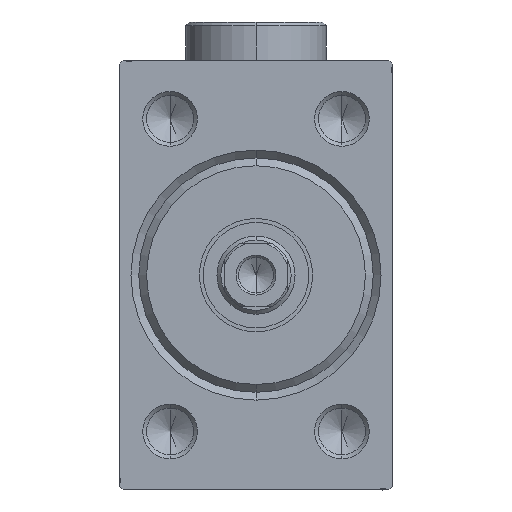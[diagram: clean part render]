
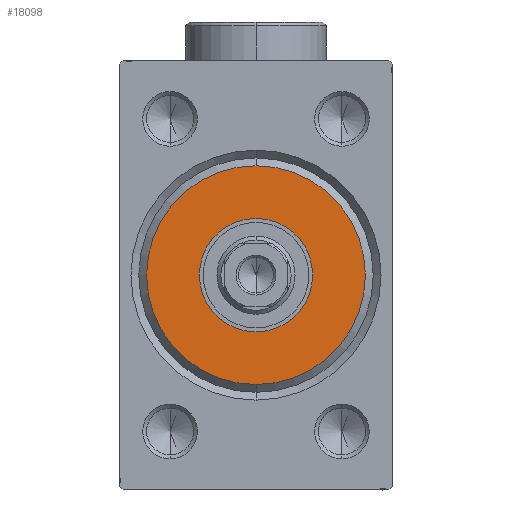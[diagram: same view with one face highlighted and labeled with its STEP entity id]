
A CAD part, left-side view. The second image highlights one B-rep face of the part: STEP entity #18098.
In plain terms, the highlighted face is planar.
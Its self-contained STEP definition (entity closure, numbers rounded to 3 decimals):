
#1525 = CIRCLE ( 'NONE', #25777, 7.25 ) ;
#1887 = CARTESIAN_POINT ( 'NONE',  ( 3., 0., 0. ) ) ;
#2357 = CARTESIAN_POINT ( 'NONE',  ( 3., 0., 0. ) ) ;
#3325 = EDGE_CURVE ( 'NONE', #20383, #7590, #1525, .T. ) ;
#4443 = CARTESIAN_POINT ( 'NONE',  ( 3., 0., -7.25 ) ) ;
#4526 = CIRCLE ( 'NONE', #28761, 14. ) ;
#4598 = EDGE_LOOP ( 'NONE', ( #45023, #43748 ) ) ;
#6050 = CARTESIAN_POINT ( 'NONE',  ( 3., 0., 0. ) ) ;
#6534 = DIRECTION ( 'NONE',  ( 0., 0., -1. ) ) ;
#6635 = EDGE_CURVE ( 'NONE', #11840, #9323, #14729, .T. ) ;
#7590 = VERTEX_POINT ( 'NONE', #4443 ) ;
#9276 = DIRECTION ( 'NONE',  ( 1., 0., 0. ) ) ;
#9323 = VERTEX_POINT ( 'NONE', #25256 ) ;
#10141 = EDGE_CURVE ( 'NONE', #9323, #11840, #4526, .T. ) ;
#11196 = EDGE_LOOP ( 'NONE', ( #13033, #34448 ) ) ;
#11840 = VERTEX_POINT ( 'NONE', #35323 ) ;
#12696 = AXIS2_PLACEMENT_3D ( 'NONE', #2357, #16394, #30202 ) ;
#13033 = ORIENTED_EDGE ( 'NONE', *, *, #10141, .T. ) ;
#13173 = EDGE_CURVE ( 'NONE', #7590, #20383, #20765, .T. ) ;
#14729 = CIRCLE ( 'NONE', #29455, 14. ) ;
#16394 = DIRECTION ( 'NONE',  ( 1., 0., 0. ) ) ;
#18098 = ADVANCED_FACE ( 'NONE', ( #26768, #40790 ), #37568, .T. ) ;
#18913 = DIRECTION ( 'NONE',  ( 1., 0., 0. ) ) ;
#19365 = DIRECTION ( 'NONE',  ( 0., 0., -1. ) ) ;
#19814 = DIRECTION ( 'NONE',  ( 1., 0., 0. ) ) ;
#20383 = VERTEX_POINT ( 'NONE', #30140 ) ;
#20765 = CIRCLE ( 'NONE', #12696, 7.25 ) ;
#22587 = CARTESIAN_POINT ( 'NONE',  ( 3., 0., 0. ) ) ;
#25256 = CARTESIAN_POINT ( 'NONE',  ( 3., 0., 14. ) ) ;
#25777 = AXIS2_PLACEMENT_3D ( 'NONE', #1887, #18913, #26740 ) ;
#26740 = DIRECTION ( 'NONE',  ( 0., 0., -1. ) ) ;
#26768 = FACE_OUTER_BOUND ( 'NONE', #11196, .T. ) ;
#27923 = CARTESIAN_POINT ( 'NONE',  ( 3., 0., 0. ) ) ;
#28761 = AXIS2_PLACEMENT_3D ( 'NONE', #22587, #19814, #19365 ) ;
#29455 = AXIS2_PLACEMENT_3D ( 'NONE', #27923, #45409, #6534 ) ;
#30140 = CARTESIAN_POINT ( 'NONE',  ( 3., 0., 7.25 ) ) ;
#30202 = DIRECTION ( 'NONE',  ( 0., 0., -1. ) ) ;
#34448 = ORIENTED_EDGE ( 'NONE', *, *, #6635, .T. ) ;
#35323 = CARTESIAN_POINT ( 'NONE',  ( 3., 0., -14. ) ) ;
#37340 = DIRECTION ( 'NONE',  ( 0., 0., -1. ) ) ;
#37568 = PLANE ( 'NONE',  #42216 ) ;
#40790 = FACE_BOUND ( 'NONE', #4598, .T. ) ;
#42216 = AXIS2_PLACEMENT_3D ( 'NONE', #6050, #9276, #37340 ) ;
#43748 = ORIENTED_EDGE ( 'NONE', *, *, #3325, .F. ) ;
#45023 = ORIENTED_EDGE ( 'NONE', *, *, #13173, .F. ) ;
#45409 = DIRECTION ( 'NONE',  ( 1., 0., 0. ) ) ;
